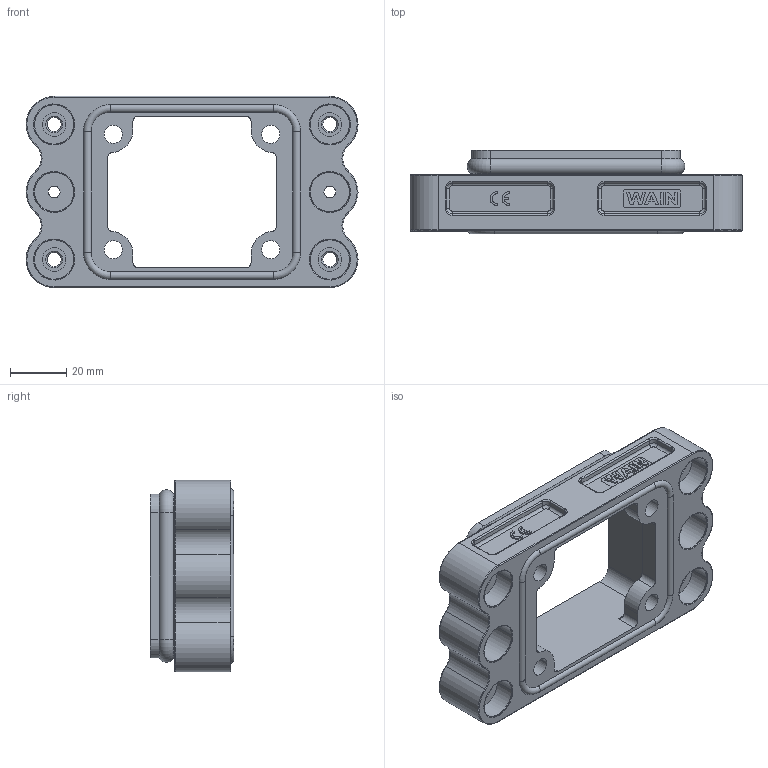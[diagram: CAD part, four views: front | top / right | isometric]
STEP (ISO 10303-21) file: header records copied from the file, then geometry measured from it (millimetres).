
FILE_DESCRIPTION((''),'2;1');
FILE_NAME('2970000004974_01-S_HP1T_H-BK-4H','2023-10-07T',('13843'),(''),'PRO/ENGINEER BY PARAMETRIC TECHNOLOGY CORPORATION, 2012480','PRO/ENGINEER BY PARAMETRIC TECHNOLOGY CORPORATION, 2012480','');
FILE_SCHEMA(('CONFIG_CONTROL_DESIGN'));
Length unit declared in the file: millimetre
Products named in the file (1): 2970000004974_01-S_HP1T_H-BK-4H
Bounding box: 118 x 29.69 x 68 mm (x, y, z)
Volume: 75714.8 mm3; surface area: 31037.5 mm2
Topology: 1 solids, 1 shells, 502 faces, 1270 edges, 808 vertices
Faces by surface type: plane 200, cylinder 178, torus 82, cone 36, bspline 6
Entity records: 19869 total; most frequent: DIRECTION 2842, CARTESIAN_POINT 2698, ORIENTED_EDGE 2540, PRESENTATION_STYLE_ASSIGNMENT 1367, STYLED_ITEM 1271, CURVE_STYLE 1270, EDGE_CURVE 1270, AXIS2_PLACEMENT_3D 1080
